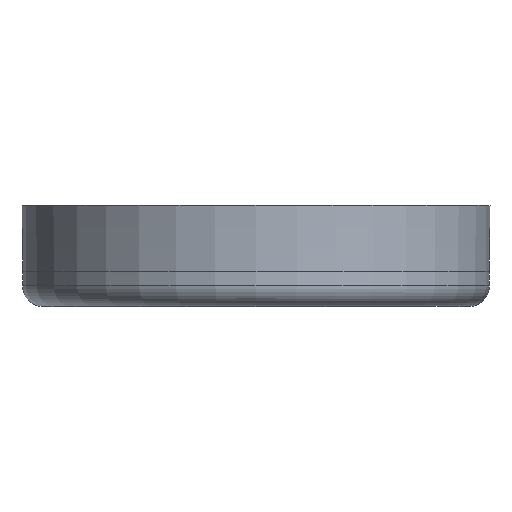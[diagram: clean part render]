
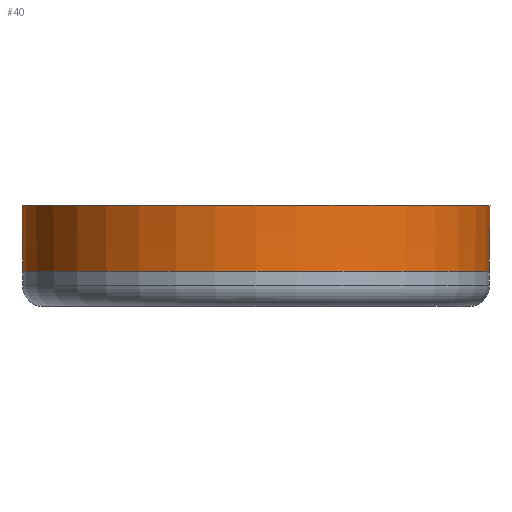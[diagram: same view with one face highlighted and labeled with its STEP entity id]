
A CAD part, top view. The second image highlights one B-rep face of the part: STEP entity #40.
In plain terms, the highlighted toroidal (fillet/blend) face has major radius 5319 mm and minor radius 5000 mm.
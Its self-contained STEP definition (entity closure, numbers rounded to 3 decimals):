
#40 = ADVANCED_FACE ( 'NONE', ( #2096 ), #2051, .F. ) ;
#99 = AXIS2_PLACEMENT_3D ( 'NONE', #1581, #1582, #1578 ) ;
#355 = EDGE_CURVE ( 'NONE', #2819, #2818, #2385, .T. ) ;
#357 = EDGE_CURVE ( 'NONE', #2819, #2816, #2373, .T. ) ;
#391 = EDGE_CURVE ( 'NONE', #2816, #2817, #2297, .T. ) ;
#397 = EDGE_CURVE ( 'NONE', #2817, #2818, #2287, .T. ) ;
#460 = DIRECTION ( 'NONE',  ( 0., 0., -1. ) ) ;
#461 = DIRECTION ( 'NONE',  ( 0., -1., 0. ) ) ;
#470 = DIRECTION ( 'NONE',  ( 1., 0., 0. ) ) ;
#471 = DIRECTION ( 'NONE',  ( 0., 0., 1. ) ) ;
#472 = CARTESIAN_POINT ( 'NONE',  ( 0., 126., 0. ) ) ;
#506 = CARTESIAN_POINT ( 'NONE',  ( 5318.997, 35.878, 0. ) ) ;
#1012 = DIRECTION ( 'NONE',  ( -1., 0., 0. ) ) ;
#1408 = CARTESIAN_POINT ( 'NONE',  ( -5318.997, 35.878, 0. ) ) ;
#1450 = DIRECTION ( 'NONE',  ( -1., 0., 0. ) ) ;
#1511 = DIRECTION ( 'NONE',  ( 0., 0., -1. ) ) ;
#1578 = DIRECTION ( 'NONE',  ( -1., 0., 0. ) ) ;
#1581 = CARTESIAN_POINT ( 'NONE',  ( 0., 35.878, 0. ) ) ;
#1582 = DIRECTION ( 'NONE',  ( 0., 1., 0. ) ) ;
#1673 = DIRECTION ( 'NONE',  ( 0., 1., 0. ) ) ;
#1684 = CARTESIAN_POINT ( 'NONE',  ( 0., 35.878, 0. ) ) ;
#1900 = AXIS2_PLACEMENT_3D ( 'NONE', #506, #471, #470 ) ;
#1925 = AXIS2_PLACEMENT_3D ( 'NONE', #1684, #1673, #1450 ) ;
#1939 = AXIS2_PLACEMENT_3D ( 'NONE', #1408, #1511, #1012 ) ;
#1940 = AXIS2_PLACEMENT_3D ( 'NONE', #472, #461, #460 ) ;
#2051 = TOROIDAL_SURFACE ( 'NONE', #99, 5318.997, 5000. ) ;
#2096 = FACE_OUTER_BOUND ( 'NONE', #3056, .T. ) ;
#2287 = CIRCLE ( 'NONE', #1925, 318.997 ) ;
#2297 = CIRCLE ( 'NONE', #1939, 5000. ) ;
#2373 = CIRCLE ( 'NONE', #1940, 319.81 ) ;
#2385 = CIRCLE ( 'NONE', #1900, 5000. ) ;
#2646 = CARTESIAN_POINT ( 'NONE',  ( 319.81, 126., 0. ) ) ;
#2647 = CARTESIAN_POINT ( 'NONE',  ( 318.997, 35.878, 0. ) ) ;
#2648 = CARTESIAN_POINT ( 'NONE',  ( -318.997, 35.878, 0. ) ) ;
#2649 = CARTESIAN_POINT ( 'NONE',  ( -319.81, 126., 0. ) ) ;
#2816 = VERTEX_POINT ( 'NONE', #2649 ) ;
#2817 = VERTEX_POINT ( 'NONE', #2648 ) ;
#2818 = VERTEX_POINT ( 'NONE', #2647 ) ;
#2819 = VERTEX_POINT ( 'NONE', #2646 ) ;
#3056 = EDGE_LOOP ( 'NONE', ( #3130, #3133, #3131, #3132 ) ) ;
#3130 = ORIENTED_EDGE ( 'NONE', *, *, #391, .T. ) ;
#3131 = ORIENTED_EDGE ( 'NONE', *, *, #355, .F. ) ;
#3132 = ORIENTED_EDGE ( 'NONE', *, *, #357, .T. ) ;
#3133 = ORIENTED_EDGE ( 'NONE', *, *, #397, .T. ) ;
